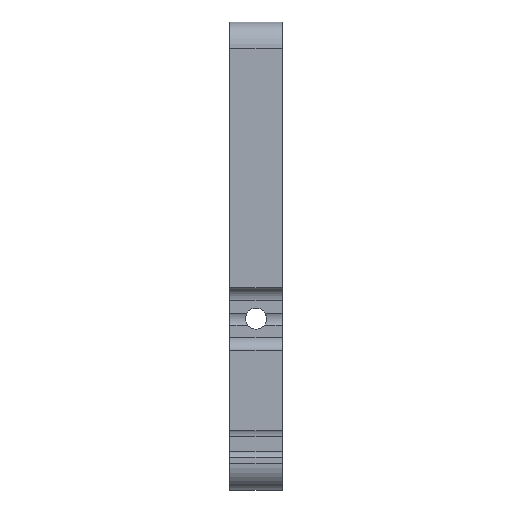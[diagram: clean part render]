
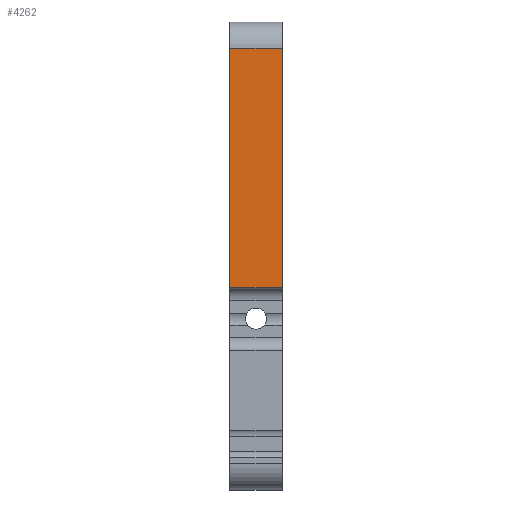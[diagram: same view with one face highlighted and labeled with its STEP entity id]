
A CAD part, front view. The second image highlights one B-rep face of the part: STEP entity #4262.
In plain terms, the highlighted planar face has unit normal (0, -1, 0).
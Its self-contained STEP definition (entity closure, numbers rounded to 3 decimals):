
#32 = PLANE('',#33);
#33 = AXIS2_PLACEMENT_3D('',#34,#35,#36);
#34 = CARTESIAN_POINT('',(-4.,0.,0.189));
#35 = DIRECTION('',(1.,0.,0.));
#36 = DIRECTION('',(0.,0.,1.));
#1296 = VERTEX_POINT('',#1297);
#1297 = CARTESIAN_POINT('',(-4.,-31.05,31.));
#1316 = CYLINDRICAL_SURFACE('',#1317,4.);
#1317 = AXIS2_PLACEMENT_3D('',#1318,#1319,#1320);
#1318 = CARTESIAN_POINT('',(-4.,-27.05,31.));
#1319 = DIRECTION('',(1.,0.,0.));
#1320 = DIRECTION('',(0.,-1.,0.));
#1328 = EDGE_CURVE('',#1329,#1296,#1331,.T.);
#1329 = VERTEX_POINT('',#1330);
#1330 = CARTESIAN_POINT('',(-4.,-31.05,-5.3));
#1331 = SURFACE_CURVE('',#1332,(#1336,#1343),.PCURVE_S1.);
#1332 = LINE('',#1333,#1334);
#1333 = CARTESIAN_POINT('',(-4.,-31.05,-36.));
#1334 = VECTOR('',#1335,1.);
#1335 = DIRECTION('',(0.,0.,1.));
#1336 = PCURVE('',#32,#1337);
#1337 = DEFINITIONAL_REPRESENTATION('',(#1338),#1342);
#1338 = LINE('',#1339,#1340);
#1339 = CARTESIAN_POINT('',(-36.189,31.05));
#1340 = VECTOR('',#1341,1.);
#1341 = DIRECTION('',(1.,0.));
#1342 = ( GEOMETRIC_REPRESENTATION_CONTEXT(2) 
PARAMETRIC_REPRESENTATION_CONTEXT() REPRESENTATION_CONTEXT('2D SPACE',''
  ) );
#1343 = PCURVE('',#1344,#1349);
#1344 = PLANE('',#1345);
#1345 = AXIS2_PLACEMENT_3D('',#1346,#1347,#1348);
#1346 = CARTESIAN_POINT('',(-4.,-31.05,-36.));
#1347 = DIRECTION('',(0.,-1.,0.));
#1348 = DIRECTION('',(0.,0.,1.));
#1349 = DEFINITIONAL_REPRESENTATION('',(#1350),#1354);
#1350 = LINE('',#1351,#1352);
#1351 = CARTESIAN_POINT('',(0.,0.));
#1352 = VECTOR('',#1353,1.);
#1353 = DIRECTION('',(1.,0.));
#1354 = ( GEOMETRIC_REPRESENTATION_CONTEXT(2) 
PARAMETRIC_REPRESENTATION_CONTEXT() REPRESENTATION_CONTEXT('2D SPACE',''
  ) );
#1372 = PLANE('',#1373);
#1373 = AXIS2_PLACEMENT_3D('',#1374,#1375,#1376);
#1374 = CARTESIAN_POINT('',(95.611,-31.05,-5.3));
#1375 = DIRECTION('',(0.,0.,1.));
#1376 = DIRECTION('',(0.,-1.,0.));
#2122 = PLANE('',#2123);
#2123 = AXIS2_PLACEMENT_3D('',#2124,#2125,#2126);
#2124 = CARTESIAN_POINT('',(4.,0.,0.189));
#2125 = DIRECTION('',(1.,0.,0.));
#2126 = DIRECTION('',(0.,0.,1.));
#4169 = VERTEX_POINT('',#4170);
#4170 = CARTESIAN_POINT('',(4.,-31.05,-5.3));
#4191 = EDGE_CURVE('',#4169,#1329,#4192,.T.);
#4192 = SURFACE_CURVE('',#4193,(#4197,#4204),.PCURVE_S1.);
#4193 = LINE('',#4194,#4195);
#4194 = CARTESIAN_POINT('',(95.611,-31.05,-5.3));
#4195 = VECTOR('',#4196,1.);
#4196 = DIRECTION('',(-1.,0.,0.));
#4197 = PCURVE('',#1372,#4198);
#4198 = DEFINITIONAL_REPRESENTATION('',(#4199),#4203);
#4199 = LINE('',#4200,#4201);
#4200 = CARTESIAN_POINT('',(-0.,0.));
#4201 = VECTOR('',#4202,1.);
#4202 = DIRECTION('',(0.,-1.));
#4203 = ( GEOMETRIC_REPRESENTATION_CONTEXT(2) 
PARAMETRIC_REPRESENTATION_CONTEXT() REPRESENTATION_CONTEXT('2D SPACE',''
  ) );
#4204 = PCURVE('',#1344,#4205);
#4205 = DEFINITIONAL_REPRESENTATION('',(#4206),#4210);
#4206 = LINE('',#4207,#4208);
#4207 = CARTESIAN_POINT('',(30.7,-99.611));
#4208 = VECTOR('',#4209,1.);
#4209 = DIRECTION('',(0.,1.));
#4210 = ( GEOMETRIC_REPRESENTATION_CONTEXT(2) 
PARAMETRIC_REPRESENTATION_CONTEXT() REPRESENTATION_CONTEXT('2D SPACE',''
  ) );
#4262 = ADVANCED_FACE('',(#4263),#1344,.T.);
#4263 = FACE_BOUND('',#4264,.T.);
#4264 = EDGE_LOOP('',(#4265,#4266,#4267,#4290));
#4265 = ORIENTED_EDGE('',*,*,#1328,.F.);
#4266 = ORIENTED_EDGE('',*,*,#4191,.F.);
#4267 = ORIENTED_EDGE('',*,*,#4268,.T.);
#4268 = EDGE_CURVE('',#4169,#4269,#4271,.T.);
#4269 = VERTEX_POINT('',#4270);
#4270 = CARTESIAN_POINT('',(4.,-31.05,31.));
#4271 = SURFACE_CURVE('',#4272,(#4276,#4283),.PCURVE_S1.);
#4272 = LINE('',#4273,#4274);
#4273 = CARTESIAN_POINT('',(4.,-31.05,-36.));
#4274 = VECTOR('',#4275,1.);
#4275 = DIRECTION('',(0.,0.,1.));
#4276 = PCURVE('',#1344,#4277);
#4277 = DEFINITIONAL_REPRESENTATION('',(#4278),#4282);
#4278 = LINE('',#4279,#4280);
#4279 = CARTESIAN_POINT('',(0.,-8.));
#4280 = VECTOR('',#4281,1.);
#4281 = DIRECTION('',(1.,0.));
#4282 = ( GEOMETRIC_REPRESENTATION_CONTEXT(2) 
PARAMETRIC_REPRESENTATION_CONTEXT() REPRESENTATION_CONTEXT('2D SPACE',''
  ) );
#4283 = PCURVE('',#2122,#4284);
#4284 = DEFINITIONAL_REPRESENTATION('',(#4285),#4289);
#4285 = LINE('',#4286,#4287);
#4286 = CARTESIAN_POINT('',(-36.189,31.05));
#4287 = VECTOR('',#4288,1.);
#4288 = DIRECTION('',(1.,0.));
#4289 = ( GEOMETRIC_REPRESENTATION_CONTEXT(2) 
PARAMETRIC_REPRESENTATION_CONTEXT() REPRESENTATION_CONTEXT('2D SPACE',''
  ) );
#4290 = ORIENTED_EDGE('',*,*,#4291,.F.);
#4291 = EDGE_CURVE('',#1296,#4269,#4292,.T.);
#4292 = SURFACE_CURVE('',#4293,(#4297,#4304),.PCURVE_S1.);
#4293 = LINE('',#4294,#4295);
#4294 = CARTESIAN_POINT('',(-4.,-31.05,31.));
#4295 = VECTOR('',#4296,1.);
#4296 = DIRECTION('',(1.,0.,0.));
#4297 = PCURVE('',#1344,#4298);
#4298 = DEFINITIONAL_REPRESENTATION('',(#4299),#4303);
#4299 = LINE('',#4300,#4301);
#4300 = CARTESIAN_POINT('',(67.,0.));
#4301 = VECTOR('',#4302,1.);
#4302 = DIRECTION('',(0.,-1.));
#4303 = ( GEOMETRIC_REPRESENTATION_CONTEXT(2) 
PARAMETRIC_REPRESENTATION_CONTEXT() REPRESENTATION_CONTEXT('2D SPACE',''
  ) );
#4304 = PCURVE('',#1316,#4305);
#4305 = DEFINITIONAL_REPRESENTATION('',(#4306),#4310);
#4306 = LINE('',#4307,#4308);
#4307 = CARTESIAN_POINT('',(-0.,0.));
#4308 = VECTOR('',#4309,1.);
#4309 = DIRECTION('',(-0.,1.));
#4310 = ( GEOMETRIC_REPRESENTATION_CONTEXT(2) 
PARAMETRIC_REPRESENTATION_CONTEXT() REPRESENTATION_CONTEXT('2D SPACE',''
  ) );
